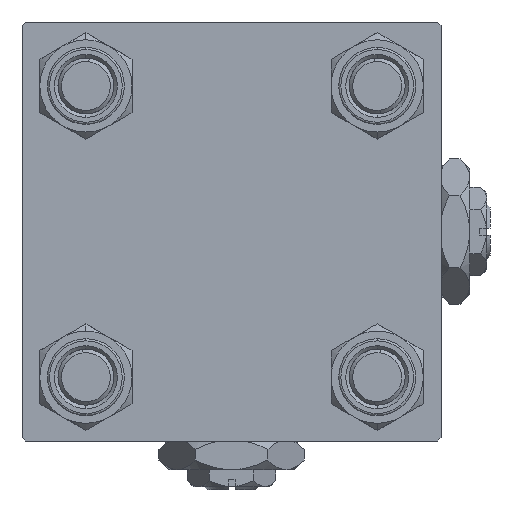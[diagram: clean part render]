
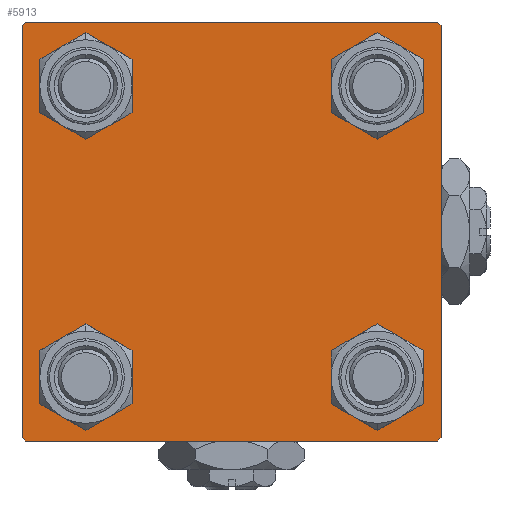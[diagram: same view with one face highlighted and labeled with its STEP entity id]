
A CAD part, left-side view. The second image highlights one B-rep face of the part: STEP entity #5913.
In plain terms, the highlighted planar face has unit normal (-1, 0, 0).
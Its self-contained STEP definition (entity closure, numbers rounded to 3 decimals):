
#86 = CARTESIAN_POINT ( 'NONE',  ( 0., -29.5, 30. ) ) ;
#757 = DIRECTION ( 'NONE',  ( 0., 0.707, 0.707 ) ) ;
#890 = CIRCLE ( 'NONE', #8570, 4.5 ) ;
#1124 = ORIENTED_EDGE ( 'NONE', *, *, #9416, .T. ) ;
#1648 = VERTEX_POINT ( 'NONE', #29123 ) ;
#1990 = ORIENTED_EDGE ( 'NONE', *, *, #5431, .F. ) ;
#2196 = DIRECTION ( 'NONE',  ( 1., 0., 0. ) ) ;
#2606 = VECTOR ( 'NONE', #27088, 1000. ) ;
#3553 = VERTEX_POINT ( 'NONE', #20814 ) ;
#3962 = CARTESIAN_POINT ( 'NONE',  ( 0., 20.85, -20.85 ) ) ;
#4680 = CARTESIAN_POINT ( 'NONE',  ( 0., 0., 0. ) ) ;
#4776 = DIRECTION ( 'NONE',  ( 0., 0., 1. ) ) ;
#4799 = EDGE_CURVE ( 'NONE', #39651, #1648, #35559, .T. ) ;
#4891 = ORIENTED_EDGE ( 'NONE', *, *, #27716, .T. ) ;
#5292 = CARTESIAN_POINT ( 'NONE',  ( 0., -20.85, -16.35 ) ) ;
#5431 = EDGE_CURVE ( 'NONE', #20704, #22369, #7718, .T. ) ;
#5543 = ORIENTED_EDGE ( 'NONE', *, *, #4799, .T. ) ;
#5913 = ADVANCED_FACE ( 'NONE', ( #17168, #21165, #36581, #48831, #20632 ), #37125, .T. ) ;
#6057 = CARTESIAN_POINT ( 'NONE',  ( 0., 30., -29.5 ) ) ;
#6180 = AXIS2_PLACEMENT_3D ( 'NONE', #22503, #10506, #22755 ) ;
#6496 = DIRECTION ( 'NONE',  ( 0., -1., 0. ) ) ;
#7651 = ORIENTED_EDGE ( 'NONE', *, *, #35398, .F. ) ;
#7718 = LINE ( 'NONE', #23945, #10099 ) ;
#7821 = ORIENTED_EDGE ( 'NONE', *, *, #26299, .T. ) ;
#7942 = DIRECTION ( 'NONE',  ( 1., 0., 0. ) ) ;
#7953 = CARTESIAN_POINT ( 'NONE',  ( 0., -30., -29.5 ) ) ;
#8570 = AXIS2_PLACEMENT_3D ( 'NONE', #3962, #7942, #20185 ) ;
#8812 = CARTESIAN_POINT ( 'NONE',  ( 0., 29.75, -29.75 ) ) ;
#8910 = AXIS2_PLACEMENT_3D ( 'NONE', #13754, #50199, #26501 ) ;
#9416 = EDGE_CURVE ( 'NONE', #33198, #30724, #890, .T. ) ;
#9917 = DIRECTION ( 'NONE',  ( 0., 0., 1. ) ) ;
#10099 = VECTOR ( 'NONE', #40159, 1000. ) ;
#10418 = CIRCLE ( 'NONE', #6180, 4.5 ) ;
#10501 = ORIENTED_EDGE ( 'NONE', *, *, #25146, .T. ) ;
#10506 = DIRECTION ( 'NONE',  ( 1., 0., 0. ) ) ;
#10678 = VECTOR ( 'NONE', #17595, 1000. ) ;
#11080 = ORIENTED_EDGE ( 'NONE', *, *, #17396, .T. ) ;
#11117 = EDGE_LOOP ( 'NONE', ( #24956, #7821, #27622, #36268, #7651, #38888, #1990, #14606 ) ) ;
#12643 = CARTESIAN_POINT ( 'NONE',  ( 0., -20.85, -25.35 ) ) ;
#12818 = DIRECTION ( 'NONE',  ( 0., 0., 1. ) ) ;
#13522 = LINE ( 'NONE', #37467, #30858 ) ;
#13754 = CARTESIAN_POINT ( 'NONE',  ( 0., -20.85, 20.85 ) ) ;
#14045 = CIRCLE ( 'NONE', #8910, 4.5 ) ;
#14324 = ORIENTED_EDGE ( 'NONE', *, *, #30899, .T. ) ;
#14606 = ORIENTED_EDGE ( 'NONE', *, *, #16556, .T. ) ;
#15334 = LINE ( 'NONE', #39018, #33261 ) ;
#15578 = AXIS2_PLACEMENT_3D ( 'NONE', #40536, #36554, #45338 ) ;
#16138 = CARTESIAN_POINT ( 'NONE',  ( 0., -20.85, 16.35 ) ) ;
#16556 = EDGE_CURVE ( 'NONE', #20704, #3553, #19888, .T. ) ;
#17024 = EDGE_CURVE ( 'NONE', #24815, #38393, #22975, .T. ) ;
#17057 = LINE ( 'NONE', #8812, #49554 ) ;
#17168 = FACE_BOUND ( 'NONE', #47778, .T. ) ;
#17304 = VERTEX_POINT ( 'NONE', #7953 ) ;
#17396 = EDGE_CURVE ( 'NONE', #30724, #33198, #21338, .T. ) ;
#17595 = DIRECTION ( 'NONE',  ( 0., 0., -1. ) ) ;
#17826 = EDGE_CURVE ( 'NONE', #38393, #17304, #15334, .T. ) ;
#19668 = CARTESIAN_POINT ( 'NONE',  ( 0., -30., 29.5 ) ) ;
#19888 = LINE ( 'NONE', #47303, #2606 ) ;
#19932 = CARTESIAN_POINT ( 'NONE',  ( 0., 20.85, -20.85 ) ) ;
#20013 = CIRCLE ( 'NONE', #52301, 4.5 ) ;
#20185 = DIRECTION ( 'NONE',  ( 0., 0., 1. ) ) ;
#20632 = FACE_OUTER_BOUND ( 'NONE', #11117, .T. ) ;
#20704 = VERTEX_POINT ( 'NONE', #43063 ) ;
#20814 = CARTESIAN_POINT ( 'NONE',  ( 0., 30., 29.5 ) ) ;
#21165 = FACE_BOUND ( 'NONE', #40771, .T. ) ;
#21338 = CIRCLE ( 'NONE', #39987, 4.5 ) ;
#21786 = AXIS2_PLACEMENT_3D ( 'NONE', #23180, #2196, #9917 ) ;
#22369 = VERTEX_POINT ( 'NONE', #86 ) ;
#22503 = CARTESIAN_POINT ( 'NONE',  ( 0., 20.85, 20.85 ) ) ;
#22604 = VECTOR ( 'NONE', #29022, 1000. ) ;
#22627 = CIRCLE ( 'NONE', #21786, 4.5 ) ;
#22755 = DIRECTION ( 'NONE',  ( 0., 0., 1. ) ) ;
#22975 = LINE ( 'NONE', #23490, #48511 ) ;
#23180 = CARTESIAN_POINT ( 'NONE',  ( 0., -20.85, -20.85 ) ) ;
#23490 = CARTESIAN_POINT ( 'NONE',  ( 0., 30., -30. ) ) ;
#23945 = CARTESIAN_POINT ( 'NONE',  ( 0., 30., 30. ) ) ;
#23983 = CARTESIAN_POINT ( 'NONE',  ( 0., 20.85, 20.85 ) ) ;
#24104 = VERTEX_POINT ( 'NONE', #6057 ) ;
#24228 = LINE ( 'NONE', #48984, #22604 ) ;
#24615 = DIRECTION ( 'NONE',  ( 0., 0., 1. ) ) ;
#24815 = VERTEX_POINT ( 'NONE', #40709 ) ;
#24956 = ORIENTED_EDGE ( 'NONE', *, *, #52416, .T. ) ;
#25146 = EDGE_CURVE ( 'NONE', #52299, #41966, #10418, .T. ) ;
#25315 = CARTESIAN_POINT ( 'NONE',  ( 0., -30., 30. ) ) ;
#26299 = EDGE_CURVE ( 'NONE', #24104, #24815, #17057, .T. ) ;
#26501 = DIRECTION ( 'NONE',  ( 0., 0., 1. ) ) ;
#26626 = EDGE_CURVE ( 'NONE', #29392, #22369, #13522, .T. ) ;
#27088 = DIRECTION ( 'NONE',  ( 0., 0.707, -0.707 ) ) ;
#27622 = ORIENTED_EDGE ( 'NONE', *, *, #17024, .T. ) ;
#27716 = EDGE_CURVE ( 'NONE', #39026, #49621, #31722, .T. ) ;
#27960 = AXIS2_PLACEMENT_3D ( 'NONE', #4680, #28606, #24615 ) ;
#28366 = CARTESIAN_POINT ( 'NONE',  ( 0., -29.5, -30. ) ) ;
#28606 = DIRECTION ( 'NONE',  ( -1., 0., 0. ) ) ;
#29022 = DIRECTION ( 'NONE',  ( 0., 0., -1. ) ) ;
#29123 = CARTESIAN_POINT ( 'NONE',  ( 0., -20.85, 25.35 ) ) ;
#29392 = VERTEX_POINT ( 'NONE', #19668 ) ;
#30700 = CARTESIAN_POINT ( 'NONE',  ( 0., 20.85, -16.35 ) ) ;
#30724 = VERTEX_POINT ( 'NONE', #43298 ) ;
#30858 = VECTOR ( 'NONE', #757, 1000. ) ;
#30899 = EDGE_CURVE ( 'NONE', #1648, #39651, #14045, .T. ) ;
#31056 = EDGE_LOOP ( 'NONE', ( #1124, #11080 ) ) ;
#31569 = DIRECTION ( 'NONE',  ( 0., -0.707, 0.707 ) ) ;
#31722 = CIRCLE ( 'NONE', #15578, 4.5 ) ;
#32599 = EDGE_LOOP ( 'NONE', ( #48689, #10501 ) ) ;
#33198 = VERTEX_POINT ( 'NONE', #30700 ) ;
#33261 = VECTOR ( 'NONE', #31569, 1000. ) ;
#34942 = CARTESIAN_POINT ( 'NONE',  ( 0., 20.85, 25.35 ) ) ;
#35239 = EDGE_CURVE ( 'NONE', #41966, #52299, #20013, .T. ) ;
#35398 = EDGE_CURVE ( 'NONE', #29392, #17304, #50588, .T. ) ;
#35559 = CIRCLE ( 'NONE', #52579, 4.5 ) ;
#36268 = ORIENTED_EDGE ( 'NONE', *, *, #17826, .T. ) ;
#36554 = DIRECTION ( 'NONE',  ( 1., 0., 0. ) ) ;
#36581 = FACE_BOUND ( 'NONE', #31056, .T. ) ;
#36852 = EDGE_CURVE ( 'NONE', #49621, #39026, #22627, .T. ) ;
#37125 = PLANE ( 'NONE',  #27960 ) ;
#37467 = CARTESIAN_POINT ( 'NONE',  ( 0., -29.75, 29.75 ) ) ;
#38393 = VERTEX_POINT ( 'NONE', #28366 ) ;
#38888 = ORIENTED_EDGE ( 'NONE', *, *, #26626, .T. ) ;
#39018 = CARTESIAN_POINT ( 'NONE',  ( 0., -29.75, -29.75 ) ) ;
#39026 = VERTEX_POINT ( 'NONE', #5292 ) ;
#39651 = VERTEX_POINT ( 'NONE', #16138 ) ;
#39987 = AXIS2_PLACEMENT_3D ( 'NONE', #19932, #48658, #4776 ) ;
#40159 = DIRECTION ( 'NONE',  ( 0., -1., 0. ) ) ;
#40536 = CARTESIAN_POINT ( 'NONE',  ( 0., -20.85, -20.85 ) ) ;
#40709 = CARTESIAN_POINT ( 'NONE',  ( 0., 29.5, -30. ) ) ;
#40771 = EDGE_LOOP ( 'NONE', ( #4891, #44781 ) ) ;
#40961 = DIRECTION ( 'NONE',  ( 1., 0., 0. ) ) ;
#41966 = VERTEX_POINT ( 'NONE', #34942 ) ;
#42885 = CARTESIAN_POINT ( 'NONE',  ( 0., 20.85, 16.35 ) ) ;
#43063 = CARTESIAN_POINT ( 'NONE',  ( 0., 29.5, 30. ) ) ;
#43298 = CARTESIAN_POINT ( 'NONE',  ( 0., 20.85, -25.35 ) ) ;
#44781 = ORIENTED_EDGE ( 'NONE', *, *, #36852, .T. ) ;
#44958 = CARTESIAN_POINT ( 'NONE',  ( 0., -20.85, 20.85 ) ) ;
#45338 = DIRECTION ( 'NONE',  ( 0., 0., 1. ) ) ;
#45772 = DIRECTION ( 'NONE',  ( 0., -0.707, -0.707 ) ) ;
#46271 = DIRECTION ( 'NONE',  ( 0., 0., 1. ) ) ;
#47303 = CARTESIAN_POINT ( 'NONE',  ( 0., 29.75, 29.75 ) ) ;
#47778 = EDGE_LOOP ( 'NONE', ( #14324, #5543 ) ) ;
#48511 = VECTOR ( 'NONE', #6496, 1000. ) ;
#48658 = DIRECTION ( 'NONE',  ( 1., 0., 0. ) ) ;
#48689 = ORIENTED_EDGE ( 'NONE', *, *, #35239, .T. ) ;
#48732 = DIRECTION ( 'NONE',  ( 1., 0., 0. ) ) ;
#48831 = FACE_BOUND ( 'NONE', #32599, .T. ) ;
#48984 = CARTESIAN_POINT ( 'NONE',  ( 0., 30., 30. ) ) ;
#49554 = VECTOR ( 'NONE', #45772, 1000. ) ;
#49621 = VERTEX_POINT ( 'NONE', #12643 ) ;
#50199 = DIRECTION ( 'NONE',  ( 1., 0., 0. ) ) ;
#50588 = LINE ( 'NONE', #25315, #10678 ) ;
#52299 = VERTEX_POINT ( 'NONE', #42885 ) ;
#52301 = AXIS2_PLACEMENT_3D ( 'NONE', #23983, #48732, #12818 ) ;
#52416 = EDGE_CURVE ( 'NONE', #3553, #24104, #24228, .T. ) ;
#52579 = AXIS2_PLACEMENT_3D ( 'NONE', #44958, #40961, #46271 ) ;
